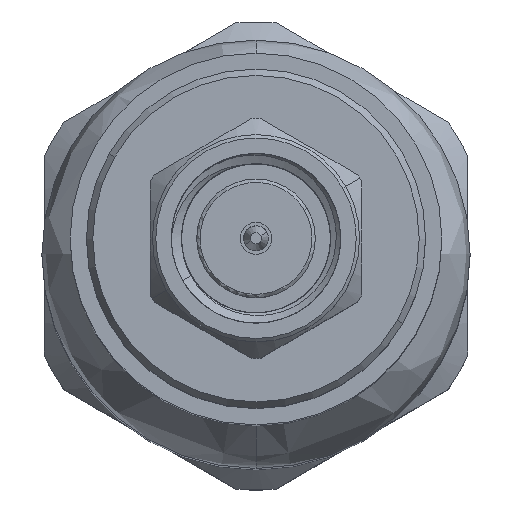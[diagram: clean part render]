
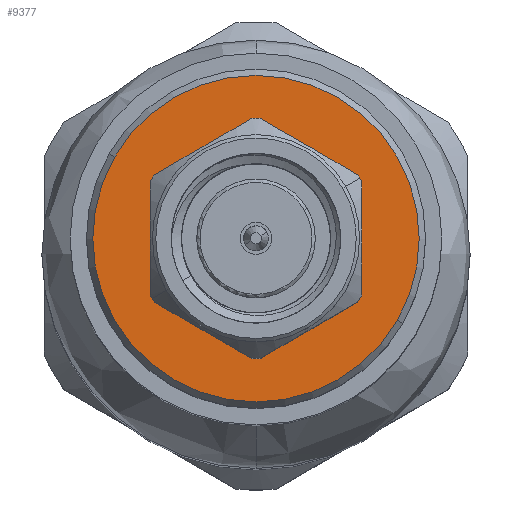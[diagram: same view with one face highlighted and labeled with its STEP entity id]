
A CAD part, top view. The second image highlights one B-rep face of the part: STEP entity #9377.
In plain terms, the highlighted face is planar.
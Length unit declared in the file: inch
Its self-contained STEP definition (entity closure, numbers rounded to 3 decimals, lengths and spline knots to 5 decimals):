
#1490 = VERTEX_POINT ( 'NONE', #62483 ) ;
#8335 = CARTESIAN_POINT ( 'NONE',  ( 0.34695, 0., 0. ) ) ;
#9377 = ADVANCED_FACE ( 'NONE', ( #91956 ), #54934, .F. ) ;
#10101 = CIRCLE ( 'NONE', #83307, 0.24069 ) ;
#21576 = CARTESIAN_POINT ( 'NONE',  ( 0.34695, 0., 0. ) ) ;
#28149 = DIRECTION ( 'NONE',  ( 0., 0., 1. ) ) ;
#33773 = CARTESIAN_POINT ( 'NONE',  ( 0.34695, 0., 0. ) ) ;
#34203 = DIRECTION ( 'NONE',  ( 0., 0., -1. ) ) ;
#38031 = ORIENTED_EDGE ( 'NONE', *, *, #47133, .T. ) ;
#38301 = DIRECTION ( 'NONE',  ( -1., 0., 0. ) ) ;
#47133 = EDGE_CURVE ( 'NONE', #1490, #75781, #62982, .T. ) ;
#54934 = PLANE ( 'NONE',  #57052 ) ;
#56813 = EDGE_CURVE ( 'NONE', #75781, #1490, #10101, .T. ) ;
#57052 = AXIS2_PLACEMENT_3D ( 'NONE', #33773, #114166, #34203 ) ;
#62120 = DIRECTION ( 'NONE',  ( -1., 0., 0. ) ) ;
#62483 = CARTESIAN_POINT ( 'NONE',  ( 0.34695, 0., 0.24069 ) ) ;
#62982 = CIRCLE ( 'NONE', #120385, 0.24069 ) ;
#70793 = CARTESIAN_POINT ( 'NONE',  ( 0.34695, 0., -0.24069 ) ) ;
#72172 = DIRECTION ( 'NONE',  ( 0., 0., 1. ) ) ;
#75781 = VERTEX_POINT ( 'NONE', #70793 ) ;
#83035 = ORIENTED_EDGE ( 'NONE', *, *, #56813, .T. ) ;
#83307 = AXIS2_PLACEMENT_3D ( 'NONE', #21576, #62120, #72172 ) ;
#91956 = FACE_OUTER_BOUND ( 'NONE', #95164, .T. ) ;
#95164 = EDGE_LOOP ( 'NONE', ( #83035, #38031 ) ) ;
#114166 = DIRECTION ( 'NONE',  ( 1., 0., 0. ) ) ;
#120385 = AXIS2_PLACEMENT_3D ( 'NONE', #8335, #38301, #28149 ) ;
